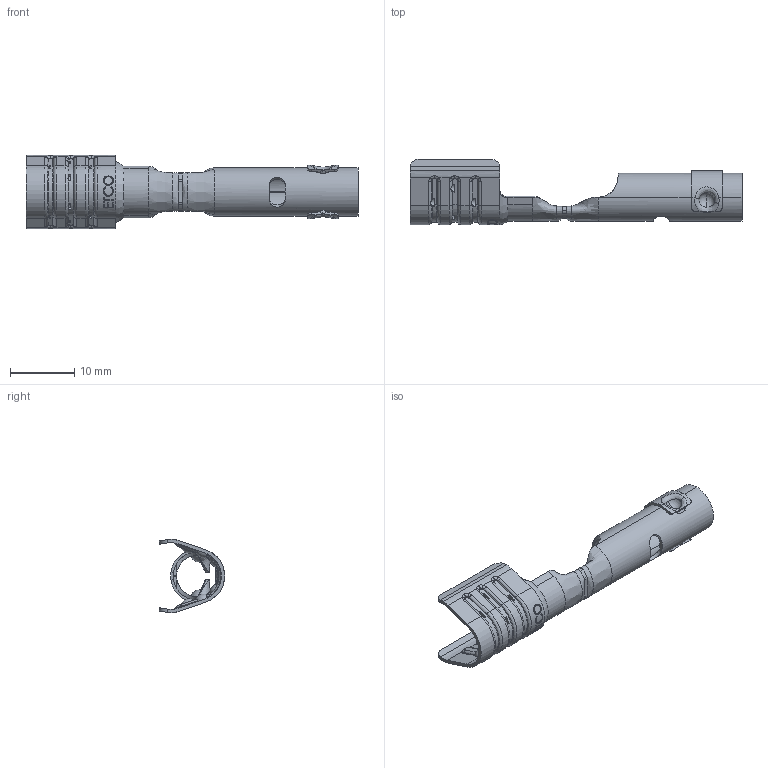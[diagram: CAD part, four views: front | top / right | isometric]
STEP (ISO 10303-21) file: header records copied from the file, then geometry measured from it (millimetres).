
FILE_DESCRIPTION (( 'STEP AP203' ), '1' );
FILE_NAME ('SP20-S.STEP', '2019-11-05T13:15:20', ( 'tempuser' ), ( 'Microsoft' ), 'SwSTEP 2.0', 'SolidWorks 2019', '' );
FILE_SCHEMA (( 'CONFIG_CONTROL_DESIGN' ));
Length unit declared in the file: inch
Products named in the file (3): SP20-S; SP20 SP20-S SP27 SP954 SP985_SP20-S without carrier; SCA4 expanded for mating_SCA4-B
Assembly tree (2 placements, depth 2):
  SP20-S
    SP20 SP20-S SP27 SP954 SP985_SP20-S without carrier
    SCA4 expanded for mating_SCA4-B
Bounding box: 51.69 x 10.16 x 11.43 mm (x, y, z)
Volume: 527 mm3; surface area: 2247.9 mm2
Topology: 2 solids, 2 shells, 457 faces, 1295 edges, 819 vertices
Faces by surface type: plane 145, cylinder 121, bspline 90, cone 39, torus 38, sphere 24
Entity records: 22211 total; most frequent: CARTESIAN_POINT 10922, ORIENTED_EDGE 2574, DIRECTION 1998, EDGE_CURVE 1287, VERTEX_POINT 819, AXIS2_PLACEMENT_3D 779, EDGE_LOOP 464, ADVANCED_FACE 457
